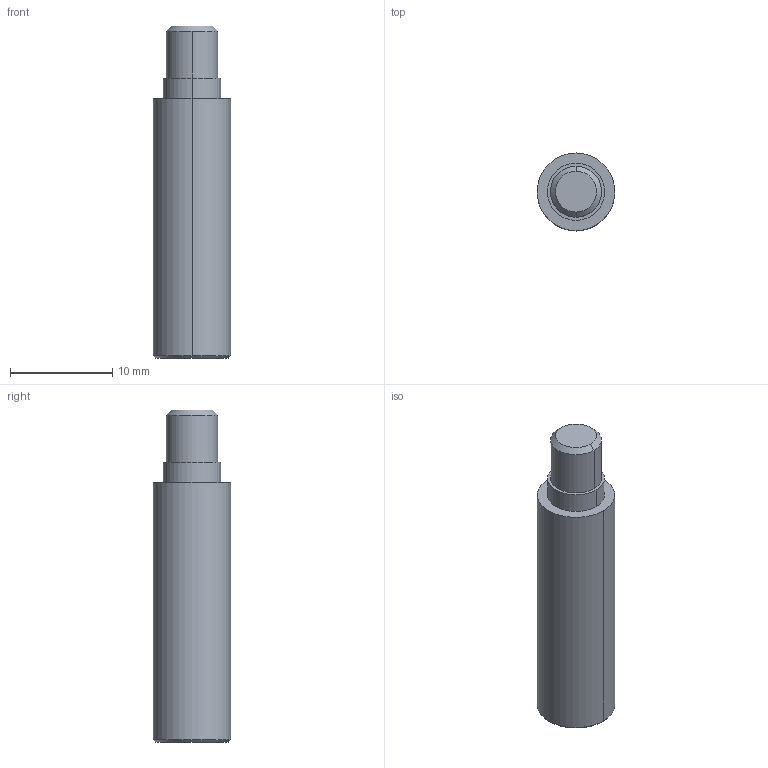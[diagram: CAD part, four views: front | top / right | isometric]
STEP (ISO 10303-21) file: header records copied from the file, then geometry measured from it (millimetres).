
FILE_DESCRIPTION((''),'2;1');
FILE_NAME('T05T05SA-10','2015-11-27T',('thielmann'),(''),'PRO/ENGINEER BY PARAMETRIC TECHNOLOGY CORPORATION, 2011490','PRO/ENGINEER BY PARAMETRIC TECHNOLOGY CORPORATION, 2011490','');
FILE_SCHEMA(('AUTOMOTIVE_DESIGN { 1 2 10303 214 0 1 1 1 }'));
Length unit declared in the file: millimetre
Products named in the file (2): NOCUT; T05T05SA-10
Assembly tree (1 placements, depth 2):
  T05T05SA-10
    NOCUT
Bounding box: 7.6 x 7.6 x 32.5 mm (x, y, z)
Volume: 1108.7 mm3; surface area: 948.4 mm2
Topology: 1 solids, 1 shells, 21 faces, 43 edges, 27 vertices
Faces by surface type: cylinder 10, cone 6, plane 5
Entity records: 831 total; most frequent: DIRECTION 125, CARTESIAN_POINT 100, ORIENTED_EDGE 80, AXIS2_PLACEMENT_3D 54, PRESENTATION_STYLE_ASSIGNMENT 46, STYLED_ITEM 46, CURVE_STYLE 45, EDGE_CURVE 40
